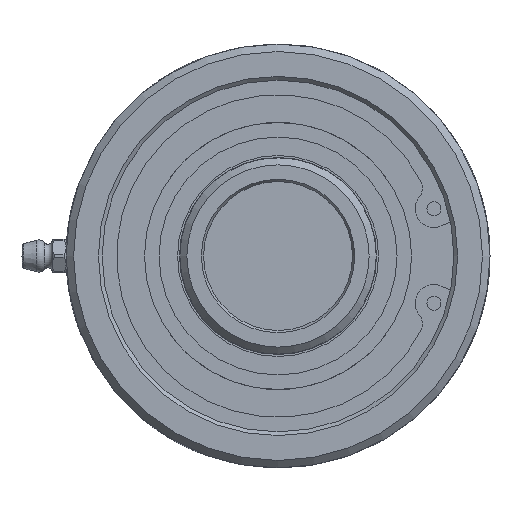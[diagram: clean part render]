
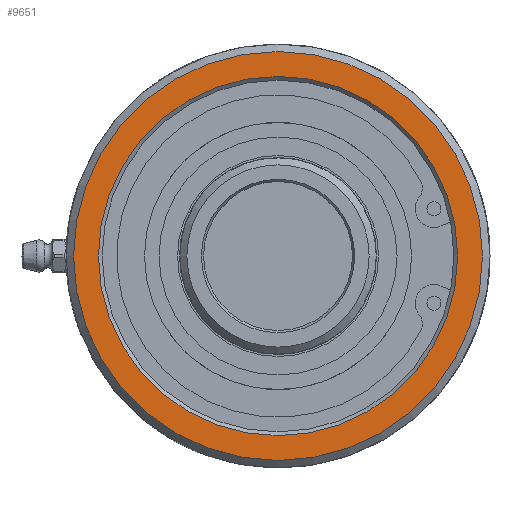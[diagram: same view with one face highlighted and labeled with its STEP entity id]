
A CAD part, left-side view. The second image highlights one B-rep face of the part: STEP entity #9651.
In plain terms, the highlighted planar face has unit normal (-1, 0, 0).
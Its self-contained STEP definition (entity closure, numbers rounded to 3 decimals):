
#399=PLANE('',#10446);
#557=FACE_BOUND('',#2068,.T.);
#1479=FACE_OUTER_BOUND('',#2067,.T.);
#2067=EDGE_LOOP('',(#8507));
#2068=EDGE_LOOP('',(#8508));
#2551=CIRCLE('',#10443,38.34);
#2553=CIRCLE('',#10447,43.65);
#4441=VERTEX_POINT('',#23628);
#4442=VERTEX_POINT('',#23635);
#5818=EDGE_CURVE('',#4441,#4441,#2551,.T.);
#5821=EDGE_CURVE('',#4442,#4442,#2553,.T.);
#8507=ORIENTED_EDGE('',*,*,#5821,.F.);
#8508=ORIENTED_EDGE('',*,*,#5818,.F.);
#9651=ADVANCED_FACE('',(#1479,#557),#399,.T.);
#10443=AXIS2_PLACEMENT_3D('',#23630,#12407,#12408);
#10446=AXIS2_PLACEMENT_3D('',#23634,#12414,#12415);
#10447=AXIS2_PLACEMENT_3D('',#23636,#12416,#12417);
#12407=DIRECTION('center_axis',(-1.,0.,0.));
#12408=DIRECTION('ref_axis',(0.,-1.,0.));
#12414=DIRECTION('center_axis',(-1.,0.,0.));
#12415=DIRECTION('ref_axis',(0.,0.,1.));
#12416=DIRECTION('center_axis',(1.,0.,0.));
#12417=DIRECTION('ref_axis',(0.,-1.,0.));
#23628=CARTESIAN_POINT('',(1.9,38.34,0.));
#23630=CARTESIAN_POINT('Origin',(1.9,0.,0.));
#23634=CARTESIAN_POINT('Origin',(1.9,22.625,0.));
#23635=CARTESIAN_POINT('',(1.9,43.65,0.));
#23636=CARTESIAN_POINT('Origin',(1.9,0.,0.));
